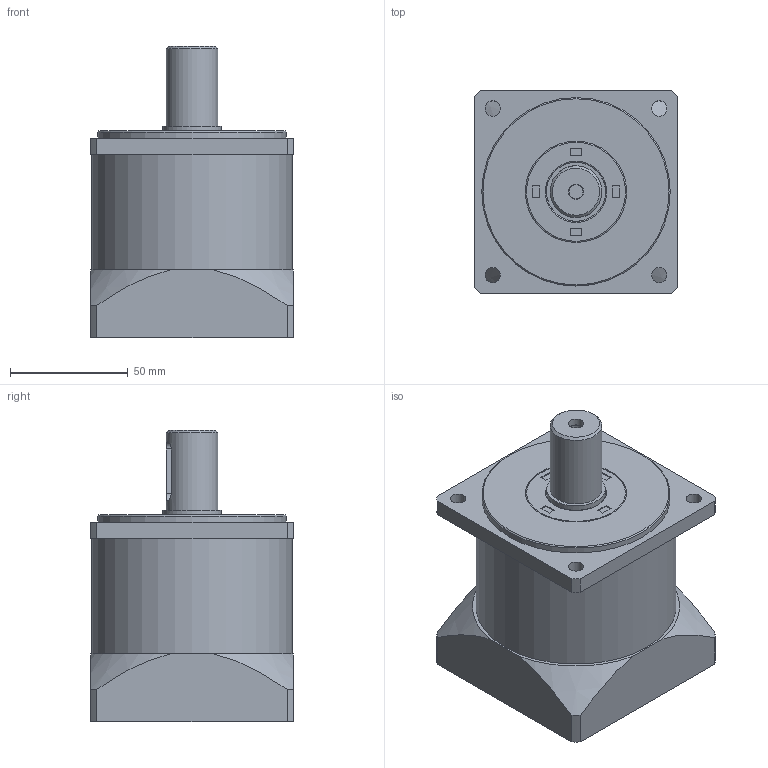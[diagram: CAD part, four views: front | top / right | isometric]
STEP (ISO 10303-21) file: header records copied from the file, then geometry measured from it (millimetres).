
FILE_DESCRIPTION( ( '' ), '1' );
FILE_NAME( 'GPS9(03、05、10)-G(二相86框).stp', '2021-12-03T08:55:16', ( 'Dimamotor' ), ( 'Dimamotor' ), 'PSStep 17.0.49', ' ', ' ' );
FILE_SCHEMA( ( 'AUTOMOTIVE_DESIGN { 1 0 10303 214 1 1 1 1 }' ) );
Length unit declared in the file: millimetre
Products named in the file (1): 軸套(19.14)
Bounding box: 86 x 86 x 123.8 mm (x, y, z)
Volume: 427069 mm3; surface area: 104410.4 mm2
Topology: 1 solids, 10 shells, 267 faces, 635 edges, 421 vertices
Faces by surface type: plane 138, cylinder 106, torus 15, cone 8
Full cylindrical faces by diameter (mm): 4 x4, 4.2 x4, 5 x10, 6 x2, 6.5 x5, 7 x1, 7.5 x4, 7.95 x1, 12.8 x1, 13 x1, 19 x2, 22 x1, 23.9 x1, 24.8 x1, 25 x5, 26 x2, 29 x2, 32 x1, 40 x1, 41 x1, 43 x2, 47 x4, 47.5 x1, 50.5 x1, 52 x1, 54 x1, 55 x1, 64 x1, 65.646 x1, 66 x1
Entity records: 9717 total; most frequent: CARTESIAN_POINT 1683, DIRECTION 1279, ORIENTED_EDGE 1020, AXIS2_PLACEMENT_3D 527, EDGE_CURVE 510, EDGE_LOOP 435, VERTEX_POINT 385, FACE_OUTER_BOUND 351
